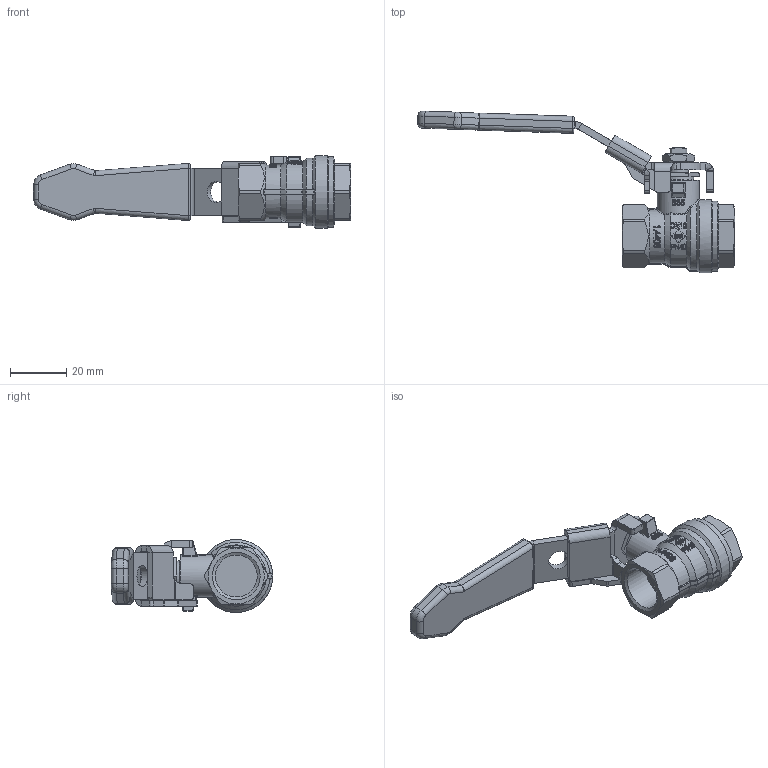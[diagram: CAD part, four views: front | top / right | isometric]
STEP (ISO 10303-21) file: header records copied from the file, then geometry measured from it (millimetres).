
FILE_DESCRIPTION(/* description */ (''),/* implementation_level */ '2;1');
FILE_NAME(/* name */ '835_835_0_10.stp',/* time_stamp */ '2021-09-26T18:19:00+02:00',/* author */ ('sga-ext'),/* organization */ (''),/* preprocessor_version */ 'ST-DEVELOPER v18.1',/* originating_system */ 'Autodesk Inventor 2021',/* authorisation */ '');
FILE_SCHEMA (('AUTOMOTIVE_DESIGN { 1 0 10303 214 3 1 1 }'));
Products named in the file (1): ENG-068101
Bounding box: 112.92 x 57.51 x 26 mm (x, y, z)
Volume: 23718.2 mm3; surface area: 13060.5 mm2
Topology: 2 solids, 5 shells, 1393 faces, 3607 edges, 2328 vertices
Faces by surface type: plane 647, bspline 455, cylinder 213, cone 45, torus 21, sphere 12
Full cylindrical faces by diameter (mm): 7 x2, 7.3 x1, 7.4 x1, 7.5 x1, 9.5 x1, 9.6 x1, 10 x1, 10.8 x1, 11 x1, 12 x1, 14.95 x2, 15 x1, 25 x1, 26 x1
Entity records: 51321 total; most frequent: CARTESIAN_POINT 18842, ORIENTED_EDGE 7186, DIRECTION 5032, EDGE_CURVE 3593, VERTEX_POINT 2328, LINE 1916, VECTOR 1916, AXIS2_PLACEMENT_3D 1558
